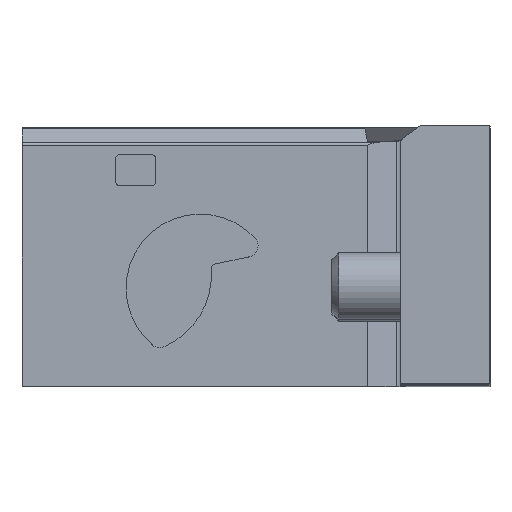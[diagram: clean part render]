
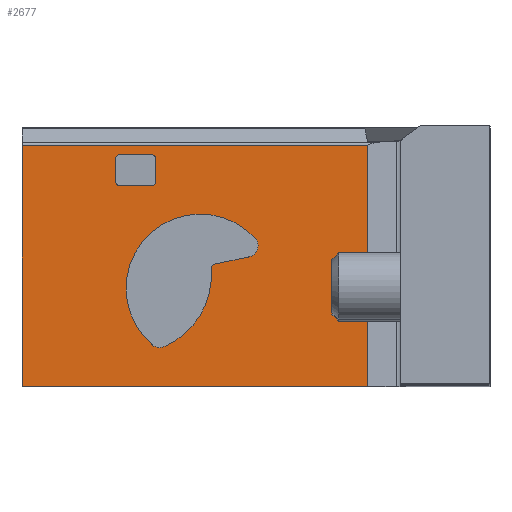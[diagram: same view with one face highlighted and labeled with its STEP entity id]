
A CAD part, top view. The second image highlights one B-rep face of the part: STEP entity #2677.
In plain terms, the highlighted planar face has unit normal (0, 0, 1).
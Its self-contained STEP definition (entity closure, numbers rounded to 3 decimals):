
#101=CIRCLE('',#2862,3.33);
#102=CIRCLE('',#2863,0.5);
#103=CIRCLE('',#2864,0.2);
#104=CIRCLE('',#2865,3.5);
#105=CIRCLE('',#2866,0.5);
#106=CIRCLE('',#2867,0.2);
#107=CIRCLE('',#2868,0.2);
#108=CIRCLE('',#2869,0.2);
#109=CIRCLE('',#2870,0.2);
#190=ORIENTED_EDGE('',*,*,#964,.T.);
#191=ORIENTED_EDGE('',*,*,#965,.T.);
#192=ORIENTED_EDGE('',*,*,#966,.T.);
#193=ORIENTED_EDGE('',*,*,#967,.F.);
#194=ORIENTED_EDGE('',*,*,#968,.F.);
#195=ORIENTED_EDGE('',*,*,#969,.F.);
#196=ORIENTED_EDGE('',*,*,#970,.F.);
#197=ORIENTED_EDGE('',*,*,#971,.T.);
#198=ORIENTED_EDGE('',*,*,#972,.F.);
#199=ORIENTED_EDGE('',*,*,#973,.F.);
#200=ORIENTED_EDGE('',*,*,#974,.F.);
#201=ORIENTED_EDGE('',*,*,#975,.F.);
#202=ORIENTED_EDGE('',*,*,#976,.F.);
#203=ORIENTED_EDGE('',*,*,#977,.F.);
#204=ORIENTED_EDGE('',*,*,#978,.F.);
#205=ORIENTED_EDGE('',*,*,#979,.F.);
#206=ORIENTED_EDGE('',*,*,#980,.F.);
#207=ORIENTED_EDGE('',*,*,#981,.F.);
#964=EDGE_CURVE('',#1351,#1352,#1617,.T.);
#965=EDGE_CURVE('',#1352,#1353,#1618,.T.);
#966=EDGE_CURVE('',#1353,#1354,#1619,.T.);
#967=EDGE_CURVE('',#1351,#1354,#1620,.T.);
#968=EDGE_CURVE('',#1355,#1356,#101,.T.);
#969=EDGE_CURVE('',#1357,#1355,#102,.T.);
#970=EDGE_CURVE('',#1358,#1357,#1621,.T.);
#971=EDGE_CURVE('',#1358,#1359,#103,.T.);
#972=EDGE_CURVE('',#1360,#1359,#104,.T.);
#973=EDGE_CURVE('',#1356,#1360,#105,.T.);
#974=EDGE_CURVE('',#1361,#1362,#1622,.T.);
#975=EDGE_CURVE('',#1363,#1361,#106,.T.);
#976=EDGE_CURVE('',#1364,#1363,#1623,.T.);
#977=EDGE_CURVE('',#1365,#1364,#107,.T.);
#978=EDGE_CURVE('',#1366,#1365,#1624,.T.);
#979=EDGE_CURVE('',#1367,#1366,#108,.T.);
#980=EDGE_CURVE('',#1368,#1367,#1625,.T.);
#981=EDGE_CURVE('',#1362,#1368,#109,.T.);
#1351=VERTEX_POINT('',#3917);
#1352=VERTEX_POINT('',#3918);
#1353=VERTEX_POINT('',#3920);
#1354=VERTEX_POINT('',#3922);
#1355=VERTEX_POINT('',#3925);
#1356=VERTEX_POINT('',#3926);
#1357=VERTEX_POINT('',#3928);
#1358=VERTEX_POINT('',#3930);
#1359=VERTEX_POINT('',#3932);
#1360=VERTEX_POINT('',#3934);
#1361=VERTEX_POINT('',#3937);
#1362=VERTEX_POINT('',#3938);
#1363=VERTEX_POINT('',#3940);
#1364=VERTEX_POINT('',#3942);
#1365=VERTEX_POINT('',#3944);
#1366=VERTEX_POINT('',#3946);
#1367=VERTEX_POINT('',#3948);
#1368=VERTEX_POINT('',#3950);
#1617=LINE('',#3916,#1903);
#1618=LINE('',#3919,#1904);
#1619=LINE('',#3921,#1905);
#1620=LINE('',#3923,#1906);
#1621=LINE('',#3929,#1907);
#1622=LINE('',#3936,#1908);
#1623=LINE('',#3941,#1909);
#1624=LINE('',#3945,#1910);
#1625=LINE('',#3949,#1911);
#1903=VECTOR('',#3120,1000.);
#1904=VECTOR('',#3121,1000.);
#1905=VECTOR('',#3122,1000.);
#1906=VECTOR('',#3123,1000.);
#1907=VECTOR('',#3128,1000.);
#1908=VECTOR('',#3135,1000.);
#1909=VECTOR('',#3138,1000.);
#1910=VECTOR('',#3141,1000.);
#1911=VECTOR('',#3144,1000.);
#2189=EDGE_LOOP('',(#190,#191,#192,#193));
#2190=EDGE_LOOP('',(#194,#195,#196,#197,#198,#199));
#2191=EDGE_LOOP('',(#200,#201,#202,#203,#204,#205,#206,#207));
#2380=FACE_BOUND('',#2189,.T.);
#2381=FACE_BOUND('',#2190,.T.);
#2382=FACE_BOUND('',#2191,.T.);
#2573=PLANE('',#2861);
#2677=ADVANCED_FACE('',(#2380,#2381,#2382),#2573,.T.);
#2861=AXIS2_PLACEMENT_3D('',#3915,#3118,#3119);
#2862=AXIS2_PLACEMENT_3D('',#3924,#3124,#3125);
#2863=AXIS2_PLACEMENT_3D('',#3927,#3126,#3127);
#2864=AXIS2_PLACEMENT_3D('',#3931,#3129,#3130);
#2865=AXIS2_PLACEMENT_3D('',#3933,#3131,#3132);
#2866=AXIS2_PLACEMENT_3D('',#3935,#3133,#3134);
#2867=AXIS2_PLACEMENT_3D('',#3939,#3136,#3137);
#2868=AXIS2_PLACEMENT_3D('',#3943,#3139,#3140);
#2869=AXIS2_PLACEMENT_3D('',#3947,#3142,#3143);
#2870=AXIS2_PLACEMENT_3D('',#3951,#3145,#3146);
#3118=DIRECTION('',(0.,0.,1.));
#3119=DIRECTION('',(1.,0.,0.));
#3120=DIRECTION('',(0.,1.,0.));
#3121=DIRECTION('',(-1.,0.,0.));
#3122=DIRECTION('',(0.,-1.,0.));
#3123=DIRECTION('',(-1.,0.,0.));
#3124=DIRECTION('',(0.,0.,1.));
#3125=DIRECTION('',(1.,0.,0.));
#3126=DIRECTION('',(0.,0.,1.));
#3127=DIRECTION('',(1.,0.,0.));
#3128=DIRECTION('',(0.978,0.208,0.));
#3129=DIRECTION('',(0.,0.,1.));
#3130=DIRECTION('',(1.,0.,0.));
#3131=DIRECTION('',(0.,0.,1.));
#3132=DIRECTION('',(1.,0.,0.));
#3133=DIRECTION('',(0.,0.,1.));
#3134=DIRECTION('',(1.,0.,0.));
#3135=DIRECTION('',(0.,-1.,0.));
#3136=DIRECTION('',(0.,0.,1.));
#3137=DIRECTION('',(1.,0.,0.));
#3138=DIRECTION('',(-1.,0.,0.));
#3139=DIRECTION('',(0.,0.,1.));
#3140=DIRECTION('',(1.,0.,0.));
#3141=DIRECTION('',(0.,1.,0.));
#3142=DIRECTION('',(0.,0.,1.));
#3143=DIRECTION('',(1.,0.,0.));
#3144=DIRECTION('',(1.,0.,0.));
#3145=DIRECTION('',(0.,0.,1.));
#3146=DIRECTION('',(1.,0.,0.));
#3915=CARTESIAN_POINT('',(-4.,11.6,8.));
#3916=CARTESIAN_POINT('',(-5.5,0.,8.));
#3917=CARTESIAN_POINT('',(-5.5,0.,8.));
#3918=CARTESIAN_POINT('',(-5.5,10.802,8.));
#3919=CARTESIAN_POINT('',(-4.,10.802,8.));
#3920=CARTESIAN_POINT('',(-21.,10.802,8.));
#3921=CARTESIAN_POINT('',(-21.,11.6,8.));
#3922=CARTESIAN_POINT('',(-21.,0.,8.));
#3923=CARTESIAN_POINT('',(-4.,0.,8.));
#3924=CARTESIAN_POINT('',(-13.,4.4,8.));
#3925=CARTESIAN_POINT('',(-10.537,6.641,8.));
#3926=CARTESIAN_POINT('',(-15.15,1.857,8.));
#3927=CARTESIAN_POINT('',(-10.907,6.305,8.));
#3928=CARTESIAN_POINT('',(-10.803,5.816,8.));
#3929=CARTESIAN_POINT('',(-12.353,5.486,8.));
#3930=CARTESIAN_POINT('',(-12.353,5.486,8.));
#3931=CARTESIAN_POINT('',(-12.311,5.29,8.));
#3932=CARTESIAN_POINT('',(-12.511,5.275,8.));
#3933=CARTESIAN_POINT('',(-16.,5.,8.));
#3934=CARTESIAN_POINT('',(-14.632,1.779,8.));
#3935=CARTESIAN_POINT('',(-14.827,2.239,8.));
#3936=CARTESIAN_POINT('',(-16.8,10.2,8.));
#3937=CARTESIAN_POINT('',(-16.8,10.2,8.));
#3938=CARTESIAN_POINT('',(-16.8,9.2,8.));
#3939=CARTESIAN_POINT('',(-16.6,10.2,8.));
#3940=CARTESIAN_POINT('',(-16.6,10.4,8.));
#3941=CARTESIAN_POINT('',(-15.2,10.4,8.));
#3942=CARTESIAN_POINT('',(-15.2,10.4,8.));
#3943=CARTESIAN_POINT('',(-15.2,10.2,8.));
#3944=CARTESIAN_POINT('',(-15.,10.2,8.));
#3945=CARTESIAN_POINT('',(-15.,9.2,8.));
#3946=CARTESIAN_POINT('',(-15.,9.2,8.));
#3947=CARTESIAN_POINT('',(-15.2,9.2,8.));
#3948=CARTESIAN_POINT('',(-15.2,9.,8.));
#3949=CARTESIAN_POINT('',(-16.6,9.,8.));
#3950=CARTESIAN_POINT('',(-16.6,9.,8.));
#3951=CARTESIAN_POINT('',(-16.6,9.2,8.));
